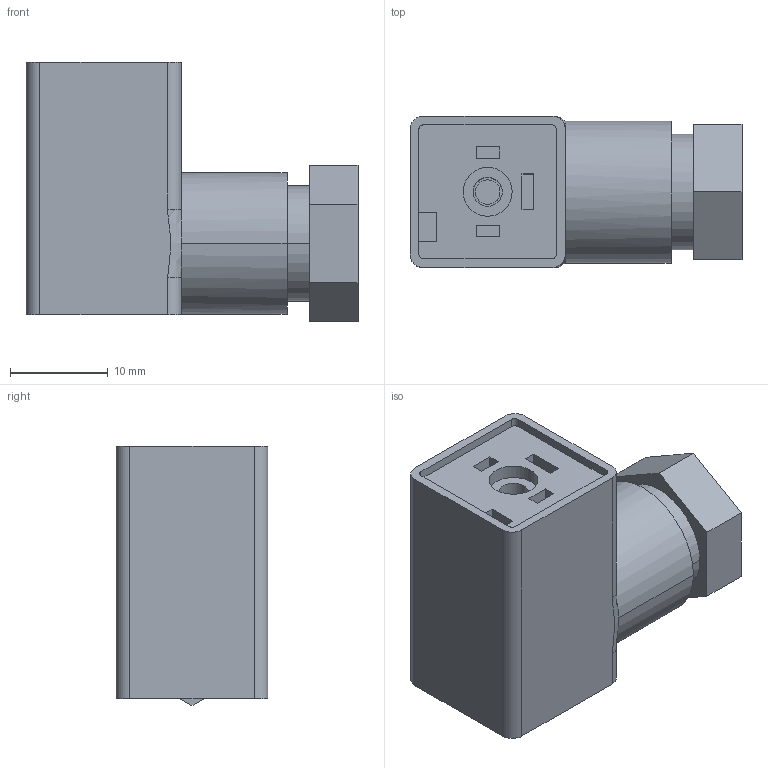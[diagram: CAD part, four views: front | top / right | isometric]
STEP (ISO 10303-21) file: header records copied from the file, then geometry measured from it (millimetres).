
FILE_DESCRIPTION (( 'STEP AP214' ), '1' );
FILE_NAME ('SC8-0.STEP', '2016-05-02T14:22:40', ( '' ), ( '' ), 'SwSTEP 2.0', 'SolidWorks 2015', '' );
FILE_SCHEMA (( 'AUTOMOTIVE_DESIGN' ));
Length unit declared in the file: millimetre
Products named in the file (1): SC8-0
Bounding box: 33.92 x 15.48 x 26.48 mm (x, y, z)
Volume: 7854.9 mm3; surface area: 4168.2 mm2
Topology: 2 solids, 2 shells, 89 faces, 220 edges, 145 vertices
Faces by surface type: plane 58, cylinder 26, torus 3, bspline 2
Entity records: 2817 total; most frequent: CARTESIAN_POINT 607, DIRECTION 454, ORIENTED_EDGE 440, EDGE_CURVE 220, AXIS2_PLACEMENT_3D 152, LINE 150, VECTOR 150, VERTEX_POINT 145
